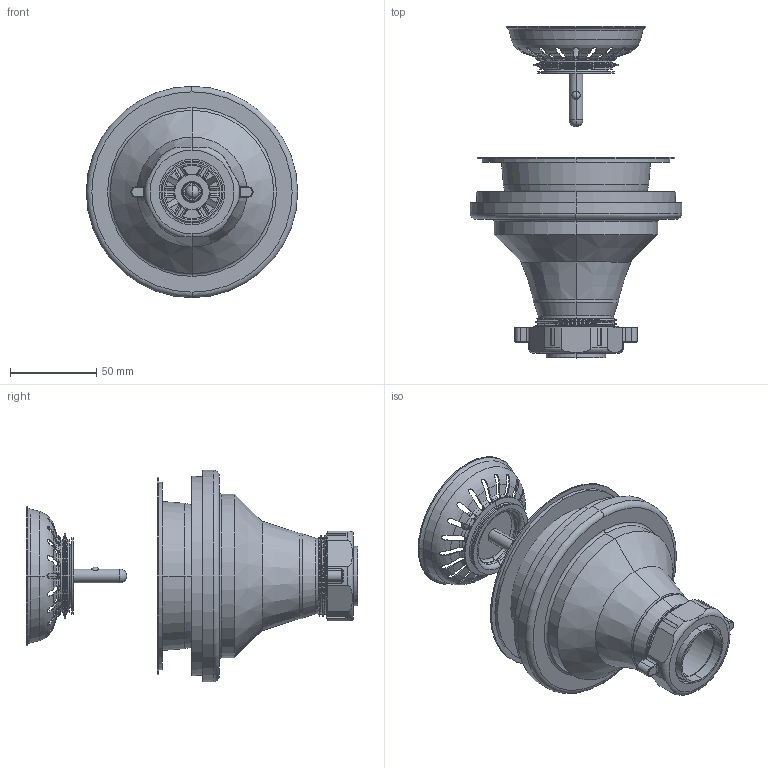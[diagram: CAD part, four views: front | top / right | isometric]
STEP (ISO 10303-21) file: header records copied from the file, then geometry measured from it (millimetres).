
FILE_DESCRIPTION((''),'2;1');
FILE_NAME('122LS_ASM','2021-10-25T09:02:13',('rsmith'),(''),'CREO PARAMETRIC BY PTC INC, 2018400','CREO PARAMETRIC BY PTC INC, 2018400','');
FILE_SCHEMA(('AUTOMOTIVE_DESIGN { 1 0 10303 214 1 1 1 1 }'));
Length unit declared in the file: inch
Products named in the file (16): 51038; 91715; 51031; 91718; 51029; 51053; 91716; 51032; 91717; 51035; 51033; 51034; 51036; 51037; 5-062_ASM; 122LS_ASM
Assembly tree (15 placements, depth 3):
  122LS_ASM
    51038
    91715
    51031
    91718
    51029
    51053
    91716
    51032
    91717
    51035
    51033
    5-062_ASM
      51034
      51036
      51037
Bounding box: 122.28 x 192 x 122.28 mm (x, y, z)
Volume: 143652 mm3; surface area: 154522 mm2
Topology: 15 solids, 15 shells, 1099 faces, 2934 edges, 1819 vertices
Faces by surface type: cylinder 368, cone 221, plane 198, torus 189, bspline 119, sphere 4
Entity records: 73575 total; most frequent: CARTESIAN_POINT 38643, ORIENTED_EDGE 5848, DIRECTION 4928, EDGE_CURVE 2924, PRESENTATION_STYLE_ASSIGNMENT 2685, STYLED_ITEM 2685, CURVE_STYLE 2672, AXIS2_PLACEMENT_3D 2039
